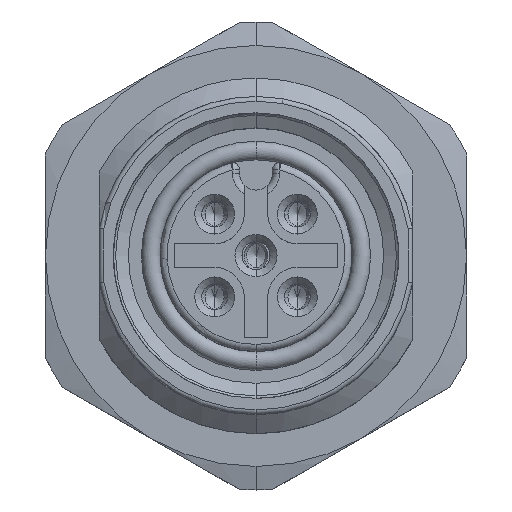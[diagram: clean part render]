
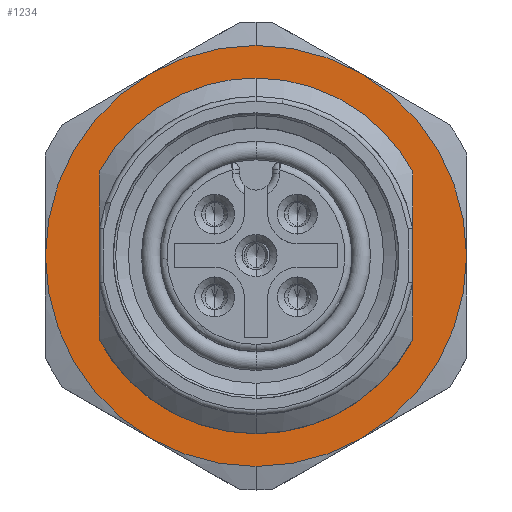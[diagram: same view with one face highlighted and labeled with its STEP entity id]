
A CAD part, top view. The second image highlights one B-rep face of the part: STEP entity #1234.
In plain terms, the highlighted planar face has unit normal (0, 0, 1).
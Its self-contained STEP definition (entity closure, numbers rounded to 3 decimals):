
#949=AXIS2_PLACEMENT_3D('Circle Axis2P3D',#947,#948,$) ;
#966=AXIS2_PLACEMENT_3D('Circle Axis2P3D',#964,#965,$) ;
#983=AXIS2_PLACEMENT_3D('Circle Axis2P3D',#981,#982,$) ;
#1007=AXIS2_PLACEMENT_3D('Circle Axis2P3D',#1005,#1006,$) ;
#1024=AXIS2_PLACEMENT_3D('Circle Axis2P3D',#1022,#1023,$) ;
#1041=AXIS2_PLACEMENT_3D('Circle Axis2P3D',#1039,#1040,$) ;
#1058=AXIS2_PLACEMENT_3D('Circle Axis2P3D',#1056,#1057,$) ;
#1075=AXIS2_PLACEMENT_3D('Circle Axis2P3D',#1073,#1074,$) ;
#1136=AXIS2_PLACEMENT_3D('Plane Axis2P3D',#1133,#1134,#1135) ;
#424=CARTESIAN_POINT('Vertex',(13.5,17.794,64.732)) ;
#486=CARTESIAN_POINT('Vertex',(18.,10.,64.732)) ;
#548=CARTESIAN_POINT('Vertex',(13.5,2.206,64.732)) ;
#634=CARTESIAN_POINT('Vertex',(4.5,2.206,64.732)) ;
#696=CARTESIAN_POINT('Vertex',(0.,10.,64.732)) ;
#758=CARTESIAN_POINT('Vertex',(4.5,17.794,64.732)) ;
#944=CARTESIAN_POINT('Vertex',(9.,19.,64.732)) ;
#947=CARTESIAN_POINT('Axis2P3D Location',(9.,10.,64.732)) ;
#964=CARTESIAN_POINT('Axis2P3D Location',(9.,10.,64.732)) ;
#981=CARTESIAN_POINT('Axis2P3D Location',(9.,10.,64.732)) ;
#1002=CARTESIAN_POINT('Vertex',(9.,1.,64.732)) ;
#1005=CARTESIAN_POINT('Axis2P3D Location',(9.,10.,64.732)) ;
#1022=CARTESIAN_POINT('Axis2P3D Location',(9.,10.,64.732)) ;
#1039=CARTESIAN_POINT('Axis2P3D Location',(9.,10.,64.732)) ;
#1056=CARTESIAN_POINT('Axis2P3D Location',(9.,10.,64.732)) ;
#1073=CARTESIAN_POINT('Axis2P3D Location',(9.,10.,64.732)) ;
#1133=CARTESIAN_POINT('Axis2P3D Location',(9.,10.,64.732)) ;
#1148=CARTESIAN_POINT('Line Origine',(2.3,10.,64.732)) ;
#1152=CARTESIAN_POINT('Vertex',(2.3,13.587,64.732)) ;
#1154=CARTESIAN_POINT('Vertex',(2.3,6.413,64.732)) ;
#1158=CARTESIAN_POINT('Control Point',(2.3,13.587,64.732)) ;
#1159=CARTESIAN_POINT('Control Point',(2.683,14.302,64.732)) ;
#1160=CARTESIAN_POINT('Control Point',(3.16,14.965,64.732)) ;
#1161=CARTESIAN_POINT('Control Point',(3.724,15.561,64.732)) ;
#1162=CARTESIAN_POINT('Control Point',(4.997,16.587,64.732)) ;
#1163=CARTESIAN_POINT('Control Point',(6.494,17.244,64.732)) ;
#1164=CARTESIAN_POINT('Control Point',(7.282,17.47,64.732)) ;
#1165=CARTESIAN_POINT('Control Point',(8.111,17.592,64.732)) ;
#1166=CARTESIAN_POINT('Control Point',(8.941,17.6,64.732)) ;
#1167=CARTESIAN_POINT('Control Point',(8.961,17.6,64.732)) ;
#1168=CARTESIAN_POINT('Control Point',(8.98,17.6,64.732)) ;
#1169=CARTESIAN_POINT('Control Point',(9.,17.6,64.732)) ;
#1170=CARTESIAN_POINT('Vertex',(9.,17.6,64.732)) ;
#1174=CARTESIAN_POINT('Control Point',(9.,17.6,64.732)) ;
#1175=CARTESIAN_POINT('Control Point',(9.791,17.6,64.732)) ;
#1176=CARTESIAN_POINT('Control Point',(10.581,17.497,64.732)) ;
#1177=CARTESIAN_POINT('Control Point',(11.354,17.292,64.732)) ;
#1178=CARTESIAN_POINT('Control Point',(12.847,16.677,64.732)) ;
#1179=CARTESIAN_POINT('Control Point',(14.13,15.696,64.732)) ;
#1180=CARTESIAN_POINT('Control Point',(14.709,15.115,64.732)) ;
#1181=CARTESIAN_POINT('Control Point',(15.228,14.433,64.732)) ;
#1182=CARTESIAN_POINT('Control Point',(15.643,13.691,64.732)) ;
#1183=CARTESIAN_POINT('Control Point',(15.663,13.657,64.732)) ;
#1184=CARTESIAN_POINT('Control Point',(15.681,13.622,64.732)) ;
#1185=CARTESIAN_POINT('Control Point',(15.7,13.587,64.732)) ;
#1186=CARTESIAN_POINT('Vertex',(15.7,13.587,64.732)) ;
#1189=CARTESIAN_POINT('Line Origine',(15.7,10.,64.732)) ;
#1193=CARTESIAN_POINT('Vertex',(15.7,6.413,64.732)) ;
#1197=CARTESIAN_POINT('Control Point',(15.7,6.413,64.732)) ;
#1198=CARTESIAN_POINT('Control Point',(15.317,5.698,64.732)) ;
#1199=CARTESIAN_POINT('Control Point',(14.84,5.035,64.732)) ;
#1200=CARTESIAN_POINT('Control Point',(14.276,4.439,64.732)) ;
#1201=CARTESIAN_POINT('Control Point',(13.003,3.413,64.732)) ;
#1202=CARTESIAN_POINT('Control Point',(11.506,2.756,64.732)) ;
#1203=CARTESIAN_POINT('Control Point',(10.718,2.53,64.732)) ;
#1204=CARTESIAN_POINT('Control Point',(9.889,2.408,64.732)) ;
#1205=CARTESIAN_POINT('Control Point',(9.059,2.4,64.732)) ;
#1206=CARTESIAN_POINT('Control Point',(9.039,2.4,64.732)) ;
#1207=CARTESIAN_POINT('Control Point',(9.02,2.4,64.732)) ;
#1208=CARTESIAN_POINT('Control Point',(9.,2.4,64.732)) ;
#1209=CARTESIAN_POINT('Vertex',(9.,2.4,64.732)) ;
#1213=CARTESIAN_POINT('Control Point',(9.,2.4,64.732)) ;
#1214=CARTESIAN_POINT('Control Point',(8.209,2.4,64.732)) ;
#1215=CARTESIAN_POINT('Control Point',(7.419,2.503,64.732)) ;
#1216=CARTESIAN_POINT('Control Point',(6.646,2.708,64.732)) ;
#1217=CARTESIAN_POINT('Control Point',(5.153,3.323,64.732)) ;
#1218=CARTESIAN_POINT('Control Point',(3.87,4.304,64.732)) ;
#1219=CARTESIAN_POINT('Control Point',(3.291,4.885,64.732)) ;
#1220=CARTESIAN_POINT('Control Point',(2.772,5.567,64.732)) ;
#1221=CARTESIAN_POINT('Control Point',(2.357,6.309,64.732)) ;
#1222=CARTESIAN_POINT('Control Point',(2.337,6.343,64.732)) ;
#1223=CARTESIAN_POINT('Control Point',(2.319,6.378,64.732)) ;
#1224=CARTESIAN_POINT('Control Point',(2.3,6.413,64.732)) ;
#948=DIRECTION('Axis2P3D Direction',(0.,0.,-1.)) ;
#965=DIRECTION('Axis2P3D Direction',(0.,0.,-1.)) ;
#982=DIRECTION('Axis2P3D Direction',(0.,0.,-1.)) ;
#1006=DIRECTION('Axis2P3D Direction',(0.,0.,-1.)) ;
#1023=DIRECTION('Axis2P3D Direction',(0.,0.,-1.)) ;
#1040=DIRECTION('Axis2P3D Direction',(0.,0.,-1.)) ;
#1057=DIRECTION('Axis2P3D Direction',(0.,0.,-1.)) ;
#1074=DIRECTION('Axis2P3D Direction',(0.,0.,-1.)) ;
#1134=DIRECTION('Axis2P3D Direction',(0.,-0.,1.)) ;
#1135=DIRECTION('Axis2P3D XDirection',(0.,1.,0.)) ;
#1149=DIRECTION('Vector Direction',(0.,-1.,0.)) ;
#1190=DIRECTION('Vector Direction',(0.,1.,0.)) ;
#1150=VECTOR('Line Direction',#1149,1.) ;
#1191=VECTOR('Line Direction',#1190,1.) ;
#1139=ORIENTED_EDGE('',*,*,#968,.T.) ;
#1140=ORIENTED_EDGE('',*,*,#951,.T.) ;
#1141=ORIENTED_EDGE('',*,*,#1077,.T.) ;
#1142=ORIENTED_EDGE('',*,*,#1060,.T.) ;
#1143=ORIENTED_EDGE('',*,*,#1043,.T.) ;
#1144=ORIENTED_EDGE('',*,*,#1026,.T.) ;
#1145=ORIENTED_EDGE('',*,*,#1009,.T.) ;
#1146=ORIENTED_EDGE('',*,*,#985,.T.) ;
#1227=ORIENTED_EDGE('',*,*,#1156,.F.) ;
#1228=ORIENTED_EDGE('',*,*,#1172,.T.) ;
#1229=ORIENTED_EDGE('',*,*,#1188,.T.) ;
#1230=ORIENTED_EDGE('',*,*,#1195,.F.) ;
#1231=ORIENTED_EDGE('',*,*,#1211,.T.) ;
#1232=ORIENTED_EDGE('',*,*,#1225,.T.) ;
#1233=FACE_BOUND('',#1226,.T.) ;
#1234=ADVANCED_FACE('MANIFOLD_SOLID_BREP #95',(#1147,#1233),#1137,.T.) ;
#1157=B_SPLINE_CURVE_WITH_KNOTS('',5,(#1158,#1159,#1160,#1161,#1162,#1163,#1164,#1165,#1166,#1167,#1168,#1169),.UNSPECIFIED.,.F.,.U.,(6,3,3,6),(0.,5.73,11.46,11.599),.UNSPECIFIED.) ;
#1173=B_SPLINE_CURVE_WITH_KNOTS('',5,(#1174,#1175,#1176,#1177,#1178,#1179,#1180,#1181,#1182,#1183,#1184,#1185),.UNSPECIFIED.,.F.,.U.,(6,3,3,6),(11.599,17.19,22.919,23.198),.UNSPECIFIED.) ;
#1196=B_SPLINE_CURVE_WITH_KNOTS('',5,(#1197,#1198,#1199,#1200,#1201,#1202,#1203,#1204,#1205,#1206,#1207,#1208),.UNSPECIFIED.,.F.,.U.,(6,3,3,6),(0.,5.73,11.46,11.599),.UNSPECIFIED.) ;
#1212=B_SPLINE_CURVE_WITH_KNOTS('',5,(#1213,#1214,#1215,#1216,#1217,#1218,#1219,#1220,#1221,#1222,#1223,#1224),.UNSPECIFIED.,.F.,.U.,(6,3,3,6),(11.599,17.19,22.919,23.198),.UNSPECIFIED.) ;
#950=CIRCLE('generated circle',#949,9.) ;
#967=CIRCLE('generated circle',#966,9.) ;
#984=CIRCLE('generated circle',#983,9.) ;
#1008=CIRCLE('generated circle',#1007,9.) ;
#1025=CIRCLE('generated circle',#1024,9.) ;
#1042=CIRCLE('generated circle',#1041,9.) ;
#1059=CIRCLE('generated circle',#1058,9.) ;
#1076=CIRCLE('generated circle',#1075,9.) ;
#951=EDGE_CURVE('',#425,#945,#950,.F.) ;
#968=EDGE_CURVE('',#487,#425,#967,.F.) ;
#985=EDGE_CURVE('',#549,#487,#984,.F.) ;
#1009=EDGE_CURVE('',#1003,#549,#1008,.F.) ;
#1026=EDGE_CURVE('',#635,#1003,#1025,.F.) ;
#1043=EDGE_CURVE('',#697,#635,#1042,.F.) ;
#1060=EDGE_CURVE('',#759,#697,#1059,.F.) ;
#1077=EDGE_CURVE('',#945,#759,#1076,.F.) ;
#1156=EDGE_CURVE('',#1153,#1155,#1151,.T.) ;
#1172=EDGE_CURVE('',#1153,#1171,#1157,.T.) ;
#1188=EDGE_CURVE('',#1171,#1187,#1173,.T.) ;
#1195=EDGE_CURVE('',#1194,#1187,#1192,.T.) ;
#1211=EDGE_CURVE('',#1194,#1210,#1196,.T.) ;
#1225=EDGE_CURVE('',#1210,#1155,#1212,.T.) ;
#1138=EDGE_LOOP('',(#1139,#1140,#1141,#1142,#1143,#1144,#1145,#1146)) ;
#1226=EDGE_LOOP('',(#1227,#1228,#1229,#1230,#1231,#1232)) ;
#1147=FACE_OUTER_BOUND('',#1138,.T.) ;
#1151=LINE('Line',#1148,#1150) ;
#1192=LINE('Line',#1189,#1191) ;
#1137=PLANE('',#1136) ;
#425=VERTEX_POINT('',#424) ;
#487=VERTEX_POINT('',#486) ;
#549=VERTEX_POINT('',#548) ;
#635=VERTEX_POINT('',#634) ;
#697=VERTEX_POINT('',#696) ;
#759=VERTEX_POINT('',#758) ;
#945=VERTEX_POINT('',#944) ;
#1003=VERTEX_POINT('',#1002) ;
#1153=VERTEX_POINT('',#1152) ;
#1155=VERTEX_POINT('',#1154) ;
#1171=VERTEX_POINT('',#1170) ;
#1187=VERTEX_POINT('',#1186) ;
#1194=VERTEX_POINT('',#1193) ;
#1210=VERTEX_POINT('',#1209) ;
